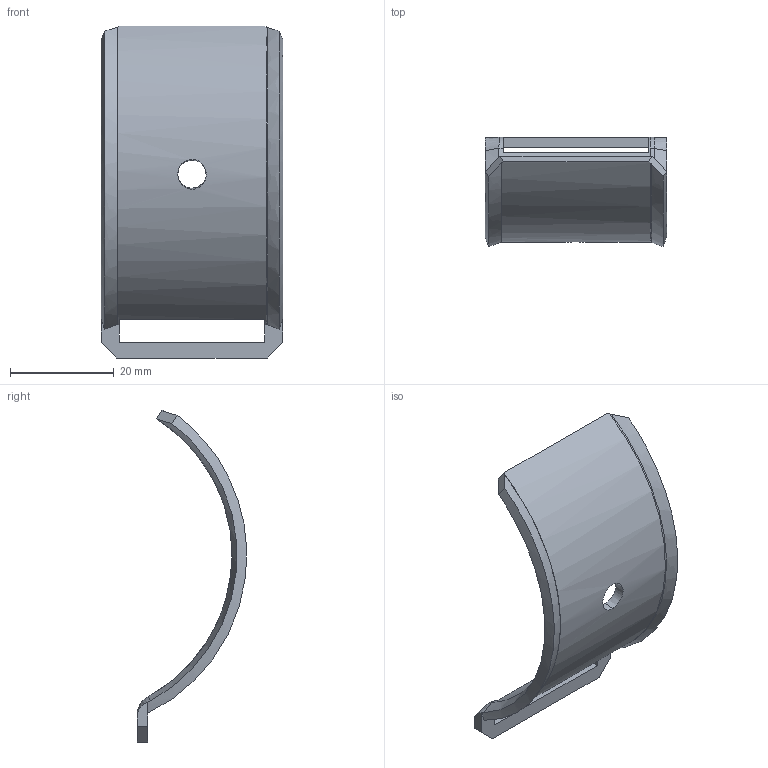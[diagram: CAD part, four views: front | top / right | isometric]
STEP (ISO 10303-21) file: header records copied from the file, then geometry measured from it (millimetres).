
FILE_DESCRIPTION((''),'2;1');
FILE_NAME('1199927','2015-11-24T',('AndreasKeweloh'),(''),'CREO PARAMETRIC BY PTC INC, 2015290','CREO PARAMETRIC BY PTC INC, 2015290','');
FILE_SCHEMA(('CONFIG_CONTROL_DESIGN'));
Length unit declared in the file: millimetre
Products named in the file (1): 1199927
Bounding box: 35.03 x 21.12 x 64 mm (x, y, z)
Volume: 4781.6 mm3; surface area: 5392.8 mm2
Topology: 1 solids, 1 shells, 36 faces, 104 edges, 68 vertices
Faces by surface type: plane 19, bspline 13, cylinder 4
Entity records: 2268 total; most frequent: CARTESIAN_POINT 1383, ORIENTED_EDGE 208, DIRECTION 121, EDGE_CURVE 104, VERTEX_POINT 68, VECTOR 51, LINE 51, B_SPLINE_CURVE_WITH_KNOTS 41
